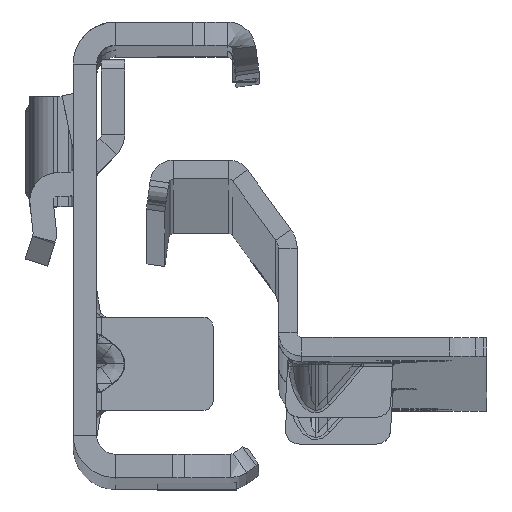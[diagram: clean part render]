
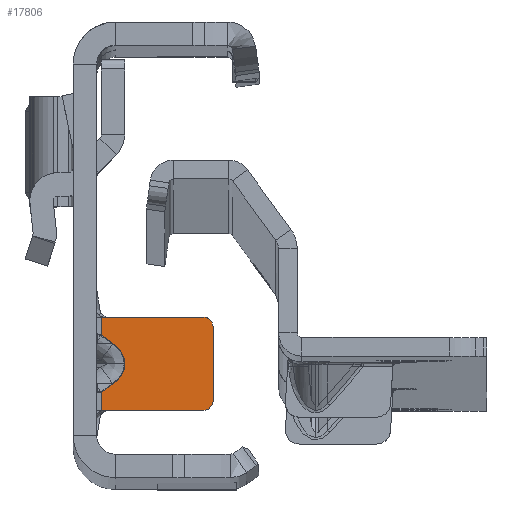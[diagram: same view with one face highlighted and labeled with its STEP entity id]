
A CAD part, top view. The second image highlights one B-rep face of the part: STEP entity #17806.
In plain terms, the highlighted planar face has unit normal (0, 0, 1).
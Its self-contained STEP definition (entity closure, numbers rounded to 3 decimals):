
#122 = DIRECTION ( 'NONE',  ( 1., 0., 0. ) ) ;
#275 = VERTEX_POINT ( 'NONE', #1278 ) ;
#319 = DIRECTION ( 'NONE',  ( 0., 0., 1. ) ) ;
#394 = CARTESIAN_POINT ( 'NONE',  ( 1.757, -8.408, -691.5 ) ) ;
#497 = DIRECTION ( 'NONE',  ( 0.816, 0.577, 0. ) ) ;
#825 = CARTESIAN_POINT ( 'NONE',  ( -37.326, 22.3, -691.5 ) ) ;
#961 = CARTESIAN_POINT ( 'NONE',  ( 0.5, 22.3, -691.5 ) ) ;
#1278 = CARTESIAN_POINT ( 'NONE',  ( 0.5, -5.6, -691.5 ) ) ;
#1529 = EDGE_CURVE ( 'NONE', #5912, #11063, #13311, .T. ) ;
#1967 = CIRCLE ( 'NONE', #13013, 1. ) ;
#1971 = VERTEX_POINT ( 'NONE', #13448 ) ;
#2035 = CARTESIAN_POINT ( 'NONE',  ( 0.5, -15.6, -691.5 ) ) ;
#2347 = EDGE_CURVE ( 'NONE', #1971, #3844, #4561, .T. ) ;
#2635 = LINE ( 'NONE', #13000, #17729 ) ;
#2695 = DIRECTION ( 'NONE',  ( 1., 0., 0. ) ) ;
#2794 = CARTESIAN_POINT ( 'NONE',  ( 12.5, -6.6, -691.5 ) ) ;
#2851 = ORIENTED_EDGE ( 'NONE', *, *, #16831, .T. ) ;
#3099 = ORIENTED_EDGE ( 'NONE', *, *, #1529, .T. ) ;
#3119 = CARTESIAN_POINT ( 'NONE',  ( 11.5, -15.6, -691.5 ) ) ;
#3200 = AXIS2_PLACEMENT_3D ( 'NONE', #3379, #319, #4545 ) ;
#3379 = CARTESIAN_POINT ( 'NONE',  ( 11.5, -6.6, -691.5 ) ) ;
#3485 = ORIENTED_EDGE ( 'NONE', *, *, #17871, .T. ) ;
#3591 = CARTESIAN_POINT ( 'NONE',  ( 11.5, -5.6, -691.5 ) ) ;
#3593 = ORIENTED_EDGE ( 'NONE', *, *, #15397, .F. ) ;
#3779 = VECTOR ( 'NONE', #6416, 1000. ) ;
#3844 = VERTEX_POINT ( 'NONE', #394 ) ;
#3891 = CARTESIAN_POINT ( 'NONE',  ( 11.5, -14.6, -691.5 ) ) ;
#4132 = DIRECTION ( 'NONE',  ( 0., 1., 0. ) ) ;
#4423 = CARTESIAN_POINT ( 'NONE',  ( 1.367, -8.131, -691.5 ) ) ;
#4545 = DIRECTION ( 'NONE',  ( 0., -1., 0. ) ) ;
#4561 =( BOUNDED_CURVE ( )  B_SPLINE_CURVE ( 3, ( #6846, #8016, #13869, #9653 ),
 .UNSPECIFIED., .F., .F. ) 
 B_SPLINE_CURVE_WITH_KNOTS ( ( 4, 4 ),
 ( 2.356, 3.927 ),
 .UNSPECIFIED. ) 
 CURVE ( )  GEOMETRIC_REPRESENTATION_ITEM ( )  RATIONAL_B_SPLINE_CURVE ( ( 1., 0.805, 0.805, 1. ) ) 
 REPRESENTATION_ITEM ( '' )  );
#4950 = VECTOR ( 'NONE', #13165, 1000. ) ;
#5248 = DIRECTION ( 'NONE',  ( 0., 0., -1. ) ) ;
#5615 = ORIENTED_EDGE ( 'NONE', *, *, #17625, .T. ) ;
#5767 = LINE ( 'NONE', #11453, #17314 ) ;
#5814 = DIRECTION ( 'NONE',  ( 0., 1., 0. ) ) ;
#5898 = LINE ( 'NONE', #10244, #5913 ) ;
#5912 = VERTEX_POINT ( 'NONE', #2794 ) ;
#5913 = VECTOR ( 'NONE', #5814, 1000. ) ;
#5992 = CARTESIAN_POINT ( 'NONE',  ( 0.5, -7.519, -691.5 ) ) ;
#6028 = ORIENTED_EDGE ( 'NONE', *, *, #2347, .F. ) ;
#6056 = CARTESIAN_POINT ( 'NONE',  ( 2.624, -12.179, -691.5 ) ) ;
#6416 = DIRECTION ( 'NONE',  ( 0., 1., 0. ) ) ;
#6567 = EDGE_CURVE ( 'NONE', #17455, #14363, #2635, .T. ) ;
#6764 = DIRECTION ( 'NONE',  ( 0., 1., 0. ) ) ;
#6846 = CARTESIAN_POINT ( 'NONE',  ( 1.757, -12.792, -691.5 ) ) ;
#7875 = ORIENTED_EDGE ( 'NONE', *, *, #14797, .T. ) ;
#8003 = CARTESIAN_POINT ( 'NONE',  ( -1.826, -5.6, -691.5 ) ) ;
#8016 = CARTESIAN_POINT ( 'NONE',  ( 3.573, -11.508, -691.5 ) ) ;
#8101 = AXIS2_PLACEMENT_3D ( 'NONE', #825, #5248, #11312 ) ;
#8311 = FACE_OUTER_BOUND ( 'NONE', #11003, .T. ) ;
#8679 = CARTESIAN_POINT ( 'NONE',  ( -1.826, -5.6, -691.5 ) ) ;
#8685 = VECTOR ( 'NONE', #4132, 1000. ) ;
#8960 = LINE ( 'NONE', #8679, #10137 ) ;
#9428 = VERTEX_POINT ( 'NONE', #15652 ) ;
#9653 = CARTESIAN_POINT ( 'NONE',  ( 1.757, -8.408, -691.5 ) ) ;
#9919 = VERTEX_POINT ( 'NONE', #11604 ) ;
#10116 = EDGE_CURVE ( 'NONE', #11063, #9919, #8960, .T. ) ;
#10137 = VECTOR ( 'NONE', #11584, 1000. ) ;
#10244 = CARTESIAN_POINT ( 'NONE',  ( 12.5, -6.6, -691.5 ) ) ;
#11003 = EDGE_LOOP ( 'NONE', ( #16003, #6028, #12874, #13617, #5615, #18764, #3485, #2851, #3099, #13923, #7875, #3593 ) ) ;
#11063 = VERTEX_POINT ( 'NONE', #3591 ) ;
#11274 = EDGE_CURVE ( 'NONE', #15303, #1971, #13459, .T. ) ;
#11312 = DIRECTION ( 'NONE',  ( 0., 1., 0. ) ) ;
#11453 = CARTESIAN_POINT ( 'NONE',  ( -1.826, -15.6, -691.5 ) ) ;
#11584 = DIRECTION ( 'NONE',  ( -1., 0., 0. ) ) ;
#11604 = CARTESIAN_POINT ( 'NONE',  ( 0.708, -5.6, -691.5 ) ) ;
#12016 = VERTEX_POINT ( 'NONE', #5992 ) ;
#12874 = ORIENTED_EDGE ( 'NONE', *, *, #11274, .F. ) ;
#13000 = CARTESIAN_POINT ( 'NONE',  ( -1.826, -15.6, -691.5 ) ) ;
#13013 = AXIS2_PLACEMENT_3D ( 'NONE', #3891, #16959, #6764 ) ;
#13165 = DIRECTION ( 'NONE',  ( -0.816, 0.577, 0. ) ) ;
#13311 = CIRCLE ( 'NONE', #3200, 1. ) ;
#13386 = VERTEX_POINT ( 'NONE', #2035 ) ;
#13448 = CARTESIAN_POINT ( 'NONE',  ( 1.757, -12.792, -691.5 ) ) ;
#13459 = LINE ( 'NONE', #6056, #16265 ) ;
#13609 = EDGE_CURVE ( 'NONE', #3844, #12016, #16059, .T. ) ;
#13617 = ORIENTED_EDGE ( 'NONE', *, *, #15148, .F. ) ;
#13715 = LINE ( 'NONE', #17955, #3779 ) ;
#13869 = CARTESIAN_POINT ( 'NONE',  ( 3.573, -9.692, -691.5 ) ) ;
#13923 = ORIENTED_EDGE ( 'NONE', *, *, #10116, .T. ) ;
#14158 = PLANE ( 'NONE',  #8101 ) ;
#14363 = VERTEX_POINT ( 'NONE', #3119 ) ;
#14797 = EDGE_CURVE ( 'NONE', #9919, #275, #15307, .T. ) ;
#15148 = EDGE_CURVE ( 'NONE', #13386, #15303, #18546, .T. ) ;
#15303 = VERTEX_POINT ( 'NONE', #16508 ) ;
#15307 = LINE ( 'NONE', #8003, #18793 ) ;
#15397 = EDGE_CURVE ( 'NONE', #12016, #275, #13715, .T. ) ;
#15652 = CARTESIAN_POINT ( 'NONE',  ( 12.5, -14.6, -691.5 ) ) ;
#15776 = CARTESIAN_POINT ( 'NONE',  ( 0.708, -15.6, -691.5 ) ) ;
#16003 = ORIENTED_EDGE ( 'NONE', *, *, #13609, .F. ) ;
#16059 = LINE ( 'NONE', #4423, #4950 ) ;
#16265 = VECTOR ( 'NONE', #497, 1000. ) ;
#16508 = CARTESIAN_POINT ( 'NONE',  ( 0.5, -13.681, -691.5 ) ) ;
#16645 = DIRECTION ( 'NONE',  ( -1., 0., 0. ) ) ;
#16831 = EDGE_CURVE ( 'NONE', #9428, #5912, #5898, .T. ) ;
#16959 = DIRECTION ( 'NONE',  ( 0., 0., 1. ) ) ;
#17314 = VECTOR ( 'NONE', #2695, 1000. ) ;
#17455 = VERTEX_POINT ( 'NONE', #15776 ) ;
#17625 = EDGE_CURVE ( 'NONE', #13386, #17455, #5767, .T. ) ;
#17729 = VECTOR ( 'NONE', #122, 1000. ) ;
#17806 = ADVANCED_FACE ( 'NONE', ( #8311 ), #14158, .F. ) ;
#17871 = EDGE_CURVE ( 'NONE', #14363, #9428, #1967, .T. ) ;
#17955 = CARTESIAN_POINT ( 'NONE',  ( 0.5, 22.3, -691.5 ) ) ;
#18546 = LINE ( 'NONE', #961, #8685 ) ;
#18764 = ORIENTED_EDGE ( 'NONE', *, *, #6567, .T. ) ;
#18793 = VECTOR ( 'NONE', #16645, 1000. ) ;
